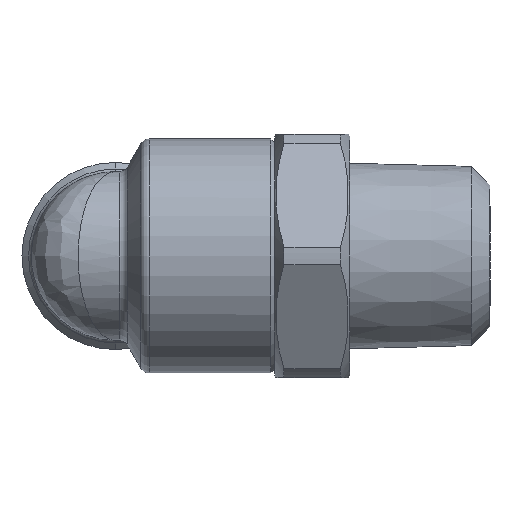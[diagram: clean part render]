
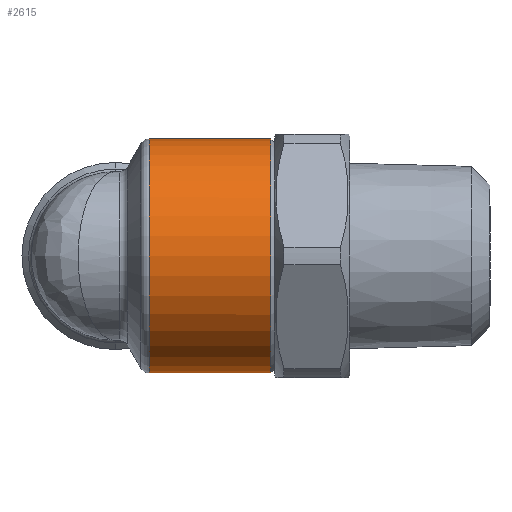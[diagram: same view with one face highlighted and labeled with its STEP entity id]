
A CAD part, left-side view. The second image highlights one B-rep face of the part: STEP entity #2615.
In plain terms, the highlighted cylindrical face has radius 6.25 mm (diameter 12.5 mm), a partial arc.
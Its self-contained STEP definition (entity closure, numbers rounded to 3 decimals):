
#47 = DIRECTION ( 'NONE',  ( 0., 0., -1. ) ) ;
#48 = DIRECTION ( 'NONE',  ( 0., -1., 0. ) ) ;
#49 = CARTESIAN_POINT ( 'NONE',  ( 0., -1.789, 0. ) ) ;
#50 = AXIS2_PLACEMENT_3D ( 'NONE', #49, #48, #47 ) ;
#51 = CIRCLE ( 'NONE', #50, 6.25 ) ;
#97 = CYLINDRICAL_SURFACE ( 'NONE', #99, 6.25 ) ;
#98 = CARTESIAN_POINT ( 'NONE',  ( 0., 5.805, 0. ) ) ;
#99 = AXIS2_PLACEMENT_3D ( 'NONE', #98, #163, #164 ) ;
#100 = FACE_OUTER_BOUND ( 'NONE', #2609, .T. ) ;
#163 = DIRECTION ( 'NONE',  ( 0., 1., 0. ) ) ;
#164 = DIRECTION ( 'NONE',  ( 0., 0., 1. ) ) ;
#186 = CARTESIAN_POINT ( 'NONE',  ( 0., -8.3, 0. ) ) ;
#191 = CIRCLE ( 'NONE', #198, 6.25 ) ;
#196 = DIRECTION ( 'NONE',  ( 0., 0., 1. ) ) ;
#197 = DIRECTION ( 'NONE',  ( 0., 1., 0. ) ) ;
#198 = AXIS2_PLACEMENT_3D ( 'NONE', #186, #197, #196 ) ;
#458 = CARTESIAN_POINT ( 'NONE',  ( 0., -1.789, 6.25 ) ) ;
#550 = DIRECTION ( 'NONE',  ( 0., 1., 0. ) ) ;
#551 = VECTOR ( 'NONE', #550, 1000. ) ;
#930 = CARTESIAN_POINT ( 'NONE',  ( 0., 5.805, -6.25 ) ) ;
#931 = LINE ( 'NONE', #930, #551 ) ;
#1078 = CARTESIAN_POINT ( 'NONE',  ( 0., -1.789, -6.25 ) ) ;
#1119 = LINE ( 'NONE', #1150, #1149 ) ;
#1148 = DIRECTION ( 'NONE',  ( 0., 1., 0. ) ) ;
#1149 = VECTOR ( 'NONE', #1148, 1000. ) ;
#1150 = CARTESIAN_POINT ( 'NONE',  ( 0., 5.805, 6.25 ) ) ;
#1518 = CARTESIAN_POINT ( 'NONE',  ( 0., -8.3, -6.25 ) ) ;
#2211 = VERTEX_POINT ( 'NONE', #3061 ) ;
#2220 = VERTEX_POINT ( 'NONE', #1518 ) ;
#2263 = VERTEX_POINT ( 'NONE', #458 ) ;
#2453 = VERTEX_POINT ( 'NONE', #1078 ) ;
#2508 = EDGE_CURVE ( 'NONE', #2220, #2453, #931, .T. ) ;
#2518 = EDGE_CURVE ( 'NONE', #2211, #2263, #1119, .T. ) ;
#2591 = EDGE_CURVE ( 'NONE', #2263, #2453, #51, .T. ) ;
#2609 = EDGE_LOOP ( 'NONE', ( #2625, #2632, #2611, #2634 ) ) ;
#2611 = ORIENTED_EDGE ( 'NONE', *, *, #2518, .T. ) ;
#2615 = ADVANCED_FACE ( 'NONE', ( #100 ), #97, .T. ) ;
#2625 = ORIENTED_EDGE ( 'NONE', *, *, #2508, .F. ) ;
#2626 = EDGE_CURVE ( 'NONE', #2220, #2211, #191, .T. ) ;
#2632 = ORIENTED_EDGE ( 'NONE', *, *, #2626, .T. ) ;
#2634 = ORIENTED_EDGE ( 'NONE', *, *, #2591, .T. ) ;
#3061 = CARTESIAN_POINT ( 'NONE',  ( 0., -8.3, 6.25 ) ) ;
